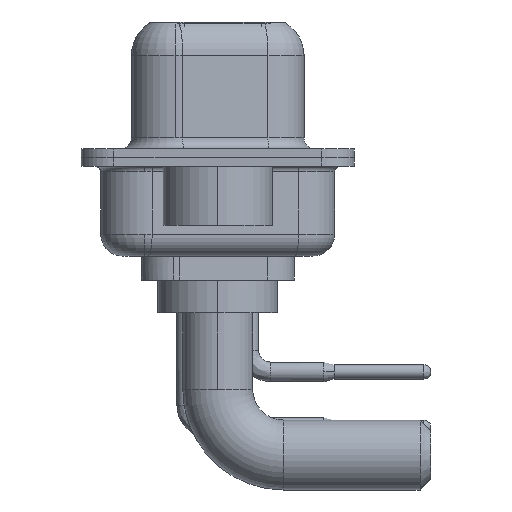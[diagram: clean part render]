
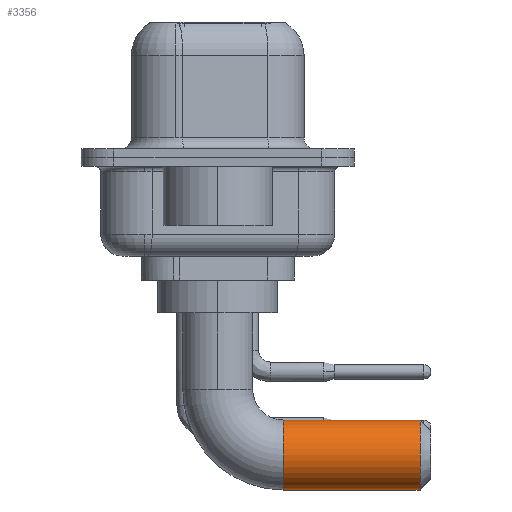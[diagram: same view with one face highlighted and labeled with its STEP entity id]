
A CAD part, left-side view. The second image highlights one B-rep face of the part: STEP entity #3356.
In plain terms, the highlighted cylindrical face has radius 1.6 mm (diameter 3.2 mm), a partial arc.
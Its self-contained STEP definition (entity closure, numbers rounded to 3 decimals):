
#67 = CARTESIAN_POINT ( 'NONE',  ( 0., -9.25, -4.9 ) ) ;
#387 = DIRECTION ( 'NONE',  ( 0., 0., -1. ) ) ;
#1433 = CARTESIAN_POINT ( 'NONE',  ( 0., -9.25, -6.5 ) ) ;
#2558 = FACE_OUTER_BOUND ( 'NONE', #12862, .T. ) ;
#2592 = ORIENTED_EDGE ( 'NONE', *, *, #8852, .T. ) ;
#2767 = CARTESIAN_POINT ( 'NONE',  ( 0., -3., -8.1 ) ) ;
#3235 = CARTESIAN_POINT ( 'NONE',  ( 0., -3., -4.9 ) ) ;
#3356 = ADVANCED_FACE ( 'NONE', ( #2558 ), #6579, .T. ) ;
#3555 = DIRECTION ( 'NONE',  ( -1., 0., 0. ) ) ;
#4081 = LINE ( 'NONE', #2767, #10913 ) ;
#4344 = VERTEX_POINT ( 'NONE', #67 ) ;
#4902 = CARTESIAN_POINT ( 'NONE',  ( 0., -9.25, -8.1 ) ) ;
#4916 = DIRECTION ( 'NONE',  ( 0., 0., -1. ) ) ;
#5316 = AXIS2_PLACEMENT_3D ( 'NONE', #7340, #7414, #3555 ) ;
#6074 = CARTESIAN_POINT ( 'NONE',  ( 0., -3., -8.1 ) ) ;
#6579 = CYLINDRICAL_SURFACE ( 'NONE', #11403, 1.6 ) ;
#6993 = VERTEX_POINT ( 'NONE', #12137 ) ;
#7340 = CARTESIAN_POINT ( 'NONE',  ( 0., -3., -6.5 ) ) ;
#7414 = DIRECTION ( 'NONE',  ( 0., -1., 0. ) ) ;
#7664 = VERTEX_POINT ( 'NONE', #4902 ) ;
#7947 = ORIENTED_EDGE ( 'NONE', *, *, #13171, .T. ) ;
#8182 = EDGE_CURVE ( 'NONE', #6993, #13816, #12849, .T. ) ;
#8852 = EDGE_CURVE ( 'NONE', #13816, #7664, #4081, .T. ) ;
#10028 = EDGE_CURVE ( 'NONE', #6993, #4344, #11298, .T. ) ;
#10187 = VECTOR ( 'NONE', #15506, 1000. ) ;
#10825 = DIRECTION ( 'NONE',  ( 0., -1., 0. ) ) ;
#10913 = VECTOR ( 'NONE', #10825, 1000. ) ;
#11298 = LINE ( 'NONE', #3235, #10187 ) ;
#11403 = AXIS2_PLACEMENT_3D ( 'NONE', #12882, #11559, #4916 ) ;
#11559 = DIRECTION ( 'NONE',  ( 0., -1., 0. ) ) ;
#12137 = CARTESIAN_POINT ( 'NONE',  ( 0., -3., -4.9 ) ) ;
#12849 = CIRCLE ( 'NONE', #5316, 1.6 ) ;
#12862 = EDGE_LOOP ( 'NONE', ( #16871, #16395, #2592, #7947 ) ) ;
#12882 = CARTESIAN_POINT ( 'NONE',  ( 0., -3., -6.5 ) ) ;
#13171 = EDGE_CURVE ( 'NONE', #7664, #4344, #14758, .T. ) ;
#13816 = VERTEX_POINT ( 'NONE', #6074 ) ;
#14758 = CIRCLE ( 'NONE', #16992, 1.6 ) ;
#15182 = DIRECTION ( 'NONE',  ( 0., 1., 0. ) ) ;
#15506 = DIRECTION ( 'NONE',  ( 0., -1., 0. ) ) ;
#16395 = ORIENTED_EDGE ( 'NONE', *, *, #8182, .T. ) ;
#16871 = ORIENTED_EDGE ( 'NONE', *, *, #10028, .F. ) ;
#16992 = AXIS2_PLACEMENT_3D ( 'NONE', #1433, #15182, #387 ) ;
